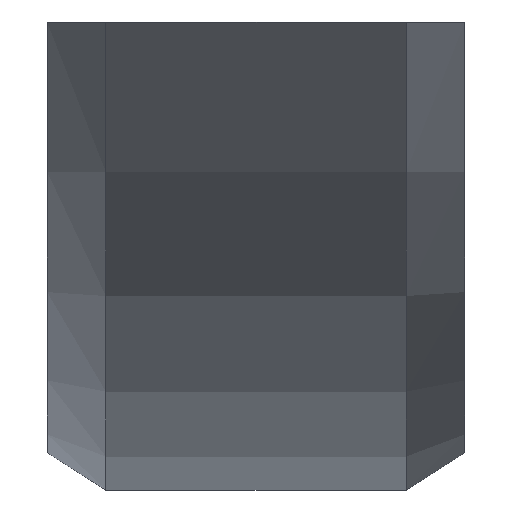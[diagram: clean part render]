
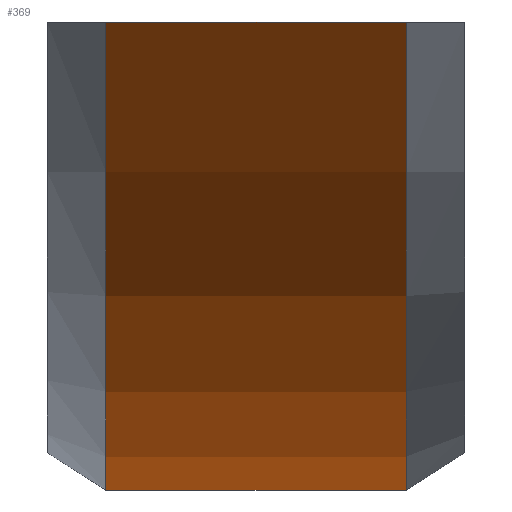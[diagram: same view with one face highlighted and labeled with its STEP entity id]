
A CAD part, top view. The second image highlights one B-rep face of the part: STEP entity #369.
In plain terms, the highlighted cylindrical face has radius 50 mm (diameter 100 mm), a partial arc.
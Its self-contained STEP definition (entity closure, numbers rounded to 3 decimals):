
#52=FACE_OUTER_BOUND('',#76,.T.);
#76=EDGE_LOOP('',(#319,#320,#321,#322));
#84=LINE('',#568,#110);
#90=LINE('',#588,#116);
#110=VECTOR('',#461,10.);
#116=VECTOR('',#467,10.);
#141=CIRCLE('',#417,50.);
#146=CIRCLE('',#428,50.);
#159=VERTEX_POINT('',#563);
#160=VERTEX_POINT('',#567);
#167=VERTEX_POINT('',#583);
#168=VERTEX_POINT('',#587);
#193=EDGE_CURVE('',#160,#159,#84,.T.);
#201=EDGE_CURVE('',#168,#167,#90,.T.);
#221=EDGE_CURVE('',#160,#167,#141,.T.);
#226=EDGE_CURVE('',#159,#168,#146,.T.);
#319=ORIENTED_EDGE('',*,*,#201,.T.);
#320=ORIENTED_EDGE('',*,*,#221,.F.);
#321=ORIENTED_EDGE('',*,*,#193,.T.);
#322=ORIENTED_EDGE('',*,*,#226,.T.);
#330=CYLINDRICAL_SURFACE('',#429,50.);
#369=ADVANCED_FACE('',(#52),#330,.T.);
#417=AXIS2_PLACEMENT_3D('',#627,#506,#507);
#428=AXIS2_PLACEMENT_3D('',#638,#528,#529);
#429=AXIS2_PLACEMENT_3D('',#639,#530,#531);
#461=DIRECTION('',(1.,0.,0.));
#467=DIRECTION('',(-1.,0.,0.));
#506=DIRECTION('center_axis',(-1.,0.,0.));
#507=DIRECTION('ref_axis',(0.,0.,-1.));
#528=DIRECTION('center_axis',(-1.,0.,0.));
#529=DIRECTION('ref_axis',(0.,0.,-1.));
#530=DIRECTION('center_axis',(-1.,0.,0.));
#531=DIRECTION('ref_axis',(0.,0.,-1.));
#563=CARTESIAN_POINT('',(4.886,-0.5,-35.999));
#567=CARTESIAN_POINT('',(-4.886,-0.5,-35.999));
#568=CARTESIAN_POINT('',(2.443,-0.5,-35.999));
#583=CARTESIAN_POINT('',(-4.886,-0.5,35.999));
#587=CARTESIAN_POINT('',(4.886,-0.5,35.999));
#588=CARTESIAN_POINT('',(2.443,-0.5,35.999));
#627=CARTESIAN_POINT('Origin',(-4.886,34.2,0.));
#638=CARTESIAN_POINT('Origin',(4.886,34.2,0.));
#639=CARTESIAN_POINT('Origin',(2.443,34.2,0.));
